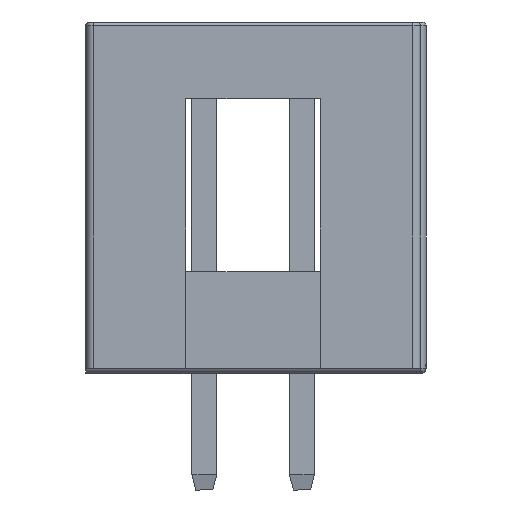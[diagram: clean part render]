
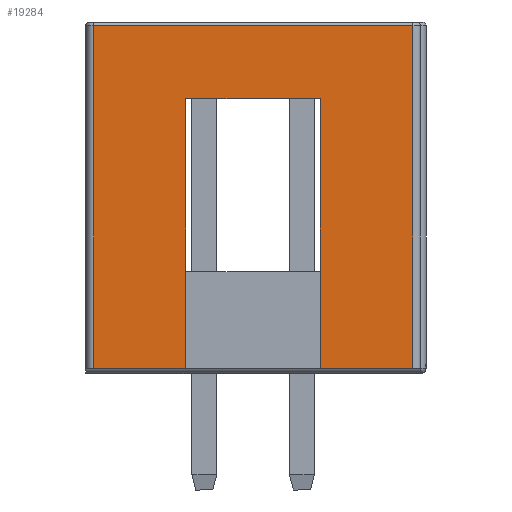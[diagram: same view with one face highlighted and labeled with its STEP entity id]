
A CAD part, left-side view. The second image highlights one B-rep face of the part: STEP entity #19284.
In plain terms, the highlighted face is planar.
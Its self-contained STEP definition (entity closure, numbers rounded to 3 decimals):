
#342 = ORIENTED_EDGE ( 'NONE', *, *, #12090, .F. ) ;
#868 = VERTEX_POINT ( 'NONE', #1091 ) ;
#1091 = CARTESIAN_POINT ( 'NONE',  ( 27.94, -0.48, 0.17 ) ) ;
#1316 = ORIENTED_EDGE ( 'NONE', *, *, #4895, .F. ) ;
#1438 = CARTESIAN_POINT ( 'NONE',  ( 27.94, 5.42, 9.07 ) ) ;
#2284 = CARTESIAN_POINT ( 'NONE',  ( 27.94, -0.48, 7.17 ) ) ;
#2327 = LINE ( 'NONE', #22400, #16598 ) ;
#2375 = DIRECTION ( 'NONE',  ( 0., 1., 0. ) ) ;
#2535 = VECTOR ( 'NONE', #14205, 1000. ) ;
#3326 = DIRECTION ( 'NONE',  ( 0., 1., 0. ) ) ;
#3896 = ORIENTED_EDGE ( 'NONE', *, *, #11827, .F. ) ;
#3917 = DIRECTION ( 'NONE',  ( 0., 0., 1. ) ) ;
#4164 = DIRECTION ( 'NONE',  ( 0., 1., 0. ) ) ;
#4339 = LINE ( 'NONE', #15313, #14266 ) ;
#4623 = VECTOR ( 'NONE', #19100, 1000. ) ;
#4895 = EDGE_CURVE ( 'NONE', #15918, #868, #19416, .T. ) ;
#5072 = CARTESIAN_POINT ( 'NONE',  ( 27.94, -2.88, 9.07 ) ) ;
#5933 = FACE_OUTER_BOUND ( 'NONE', #23111, .T. ) ;
#6636 = AXIS2_PLACEMENT_3D ( 'NONE', #21168, #10201, #22967 ) ;
#6753 = EDGE_CURVE ( 'NONE', #21386, #868, #17198, .T. ) ;
#7156 = VERTEX_POINT ( 'NONE', #14859 ) ;
#7222 = LINE ( 'NONE', #1438, #11582 ) ;
#7245 = EDGE_CURVE ( 'NONE', #21386, #16687, #2327, .T. ) ;
#7964 = CARTESIAN_POINT ( 'NONE',  ( 27.94, -0.48, 9.17 ) ) ;
#8210 = EDGE_CURVE ( 'NONE', #7156, #16550, #4339, .T. ) ;
#8386 = VERTEX_POINT ( 'NONE', #19342 ) ;
#8643 = DIRECTION ( 'NONE',  ( 0., -1., 0. ) ) ;
#10201 = DIRECTION ( 'NONE',  ( -1., 0., 0. ) ) ;
#10415 = CARTESIAN_POINT ( 'NONE',  ( 27.94, 5.42, 0.17 ) ) ;
#10951 = VERTEX_POINT ( 'NONE', #14956 ) ;
#11582 = VECTOR ( 'NONE', #3326, 1000. ) ;
#11827 = EDGE_CURVE ( 'NONE', #8386, #16550, #16804, .T. ) ;
#12090 = EDGE_CURVE ( 'NONE', #7156, #10951, #20198, .T. ) ;
#13137 = VECTOR ( 'NONE', #8643, 1000. ) ;
#13455 = CARTESIAN_POINT ( 'NONE',  ( 27.94, -2.88, 0.17 ) ) ;
#13807 = PLANE ( 'NONE',  #6636 ) ;
#14205 = DIRECTION ( 'NONE',  ( 0., 0., -1. ) ) ;
#14266 = VECTOR ( 'NONE', #4164, 1000. ) ;
#14859 = CARTESIAN_POINT ( 'NONE',  ( 27.94, 3.02, 0.17 ) ) ;
#14956 = CARTESIAN_POINT ( 'NONE',  ( 27.94, 3.02, 7.17 ) ) ;
#15313 = CARTESIAN_POINT ( 'NONE',  ( 27.94, -2.88, 0.17 ) ) ;
#15418 = CARTESIAN_POINT ( 'NONE',  ( 27.94, -2.88, 0.17 ) ) ;
#15918 = VERTEX_POINT ( 'NONE', #2284 ) ;
#15992 = CARTESIAN_POINT ( 'NONE',  ( 27.94, 5.42, 7.17 ) ) ;
#16191 = CARTESIAN_POINT ( 'NONE',  ( 27.94, 5.42, 9.17 ) ) ;
#16550 = VERTEX_POINT ( 'NONE', #10415 ) ;
#16598 = VECTOR ( 'NONE', #3917, 1000. ) ;
#16687 = VERTEX_POINT ( 'NONE', #5072 ) ;
#16804 = LINE ( 'NONE', #16191, #2535 ) ;
#17198 = LINE ( 'NONE', #15418, #22048 ) ;
#17599 = ORIENTED_EDGE ( 'NONE', *, *, #7245, .F. ) ;
#17790 = EDGE_CURVE ( 'NONE', #16687, #8386, #7222, .T. ) ;
#17941 = ORIENTED_EDGE ( 'NONE', *, *, #19564, .F. ) ;
#18613 = LINE ( 'NONE', #15992, #13137 ) ;
#18811 = ORIENTED_EDGE ( 'NONE', *, *, #8210, .T. ) ;
#19100 = DIRECTION ( 'NONE',  ( 0., 0., -1. ) ) ;
#19284 = ADVANCED_FACE ( 'NONE', ( #5933 ), #13807, .F. ) ;
#19342 = CARTESIAN_POINT ( 'NONE',  ( 27.94, 5.42, 9.07 ) ) ;
#19416 = LINE ( 'NONE', #7964, #4623 ) ;
#19564 = EDGE_CURVE ( 'NONE', #10951, #15918, #18613, .T. ) ;
#19653 = VECTOR ( 'NONE', #22930, 1000. ) ;
#20198 = LINE ( 'NONE', #23014, #19653 ) ;
#21168 = CARTESIAN_POINT ( 'NONE',  ( 27.94, 5.42, 9.17 ) ) ;
#21386 = VERTEX_POINT ( 'NONE', #13455 ) ;
#21605 = ORIENTED_EDGE ( 'NONE', *, *, #17790, .F. ) ;
#22048 = VECTOR ( 'NONE', #2375, 1000. ) ;
#22400 = CARTESIAN_POINT ( 'NONE',  ( 27.94, -2.88, 9.17 ) ) ;
#22930 = DIRECTION ( 'NONE',  ( 0., 0., 1. ) ) ;
#22967 = DIRECTION ( 'NONE',  ( 0., 0., 1. ) ) ;
#23014 = CARTESIAN_POINT ( 'NONE',  ( 27.94, 3.02, 9.17 ) ) ;
#23111 = EDGE_LOOP ( 'NONE', ( #23424, #1316, #17941, #342, #18811, #3896, #21605, #17599 ) ) ;
#23424 = ORIENTED_EDGE ( 'NONE', *, *, #6753, .T. ) ;
